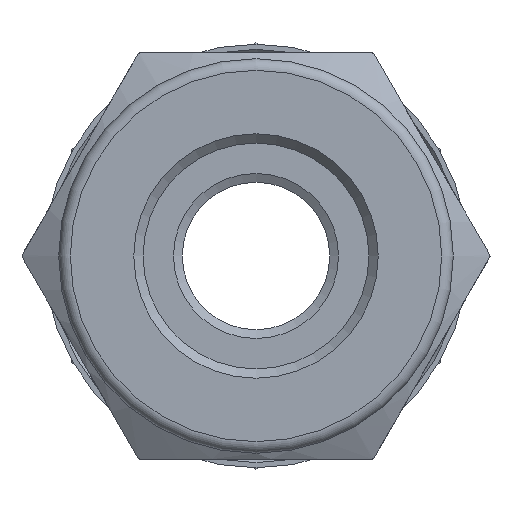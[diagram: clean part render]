
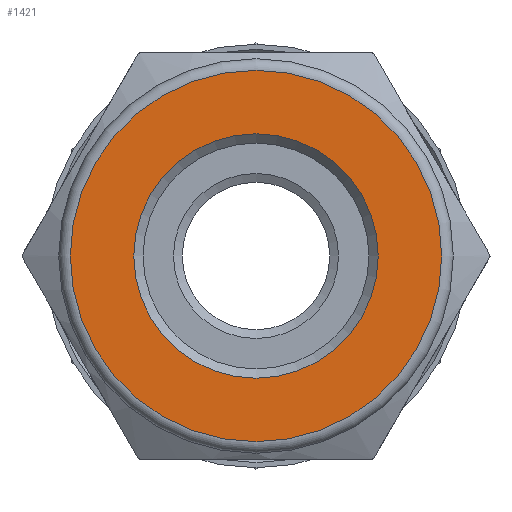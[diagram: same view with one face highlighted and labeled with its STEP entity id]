
A CAD part, left-side view. The second image highlights one B-rep face of the part: STEP entity #1421.
In plain terms, the highlighted planar face has unit normal (-1, 0, 0).
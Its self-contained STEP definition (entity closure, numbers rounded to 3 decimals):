
#85=FACE_BOUND('',#358,.T.);
#161=CIRCLE('',#1594,8.);
#172=CIRCLE('',#1616,5.265);
#255=FACE_OUTER_BOUND('',#357,.T.);
#357=EDGE_LOOP('',(#1216));
#358=EDGE_LOOP('',(#1217));
#658=VERTEX_POINT('',#2445);
#667=VERTEX_POINT('',#2483);
#837=EDGE_CURVE('',#658,#658,#161,.T.);
#855=EDGE_CURVE('',#667,#667,#172,.T.);
#1216=ORIENTED_EDGE('',*,*,#837,.F.);
#1217=ORIENTED_EDGE('',*,*,#855,.T.);
#1342=PLANE('',#1617);
#1421=ADVANCED_FACE('',(#255,#85),#1342,.T.);
#1594=AXIS2_PLACEMENT_3D('',#2447,#1961,#1962);
#1616=AXIS2_PLACEMENT_3D('',#2485,#2012,#2013);
#1617=AXIS2_PLACEMENT_3D('',#2486,#2014,#2015);
#1961=DIRECTION('center_axis',(1.,0.,0.));
#1962=DIRECTION('ref_axis',(0.,0.,-1.));
#2012=DIRECTION('center_axis',(1.,0.,0.));
#2013=DIRECTION('ref_axis',(0.,0.,-1.));
#2014=DIRECTION('center_axis',(-1.,0.,0.));
#2015=DIRECTION('ref_axis',(0.,0.,1.));
#2445=CARTESIAN_POINT('',(2.,0.,8.));
#2447=CARTESIAN_POINT('Origin',(2.,0.,
0.));
#2483=CARTESIAN_POINT('',(2.,-5.265,0.));
#2485=CARTESIAN_POINT('Origin',(2.,0.,
0.));
#2486=CARTESIAN_POINT('Origin',(2.,8.,0.));
